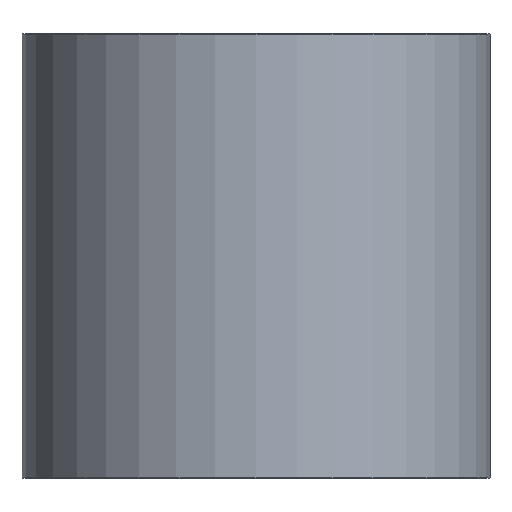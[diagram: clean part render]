
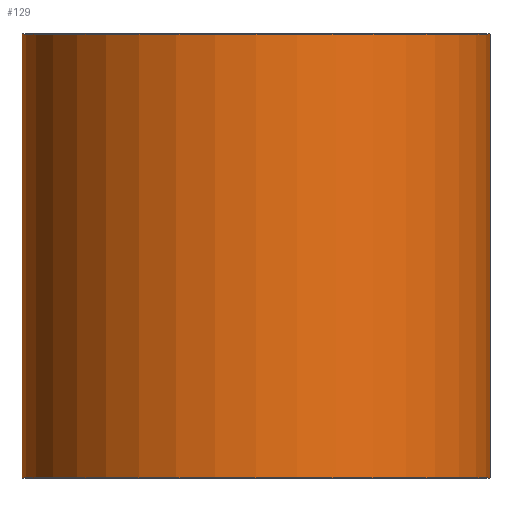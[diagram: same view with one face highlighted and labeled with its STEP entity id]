
A CAD part, front view. The second image highlights one B-rep face of the part: STEP entity #129.
In plain terms, the highlighted cylindrical face has radius 160 mm (diameter 320 mm), a full revolution.
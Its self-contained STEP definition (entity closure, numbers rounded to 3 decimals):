
#16=CYLINDRICAL_SURFACE('',#154,160.);
#27=FACE_BOUND('',#54,.T.);
#38=FACE_OUTER_BOUND('',#53,.T.);
#53=EDGE_LOOP('',(#108));
#54=EDGE_LOOP('',(#109));
#71=CIRCLE('',#152,160.);
#73=CIRCLE('',#155,160.);
#82=VERTEX_POINT('',#225);
#84=VERTEX_POINT('',#230);
#93=EDGE_CURVE('',#82,#82,#71,.T.);
#95=EDGE_CURVE('',#84,#84,#73,.T.);
#108=ORIENTED_EDGE('',*,*,#95,.F.);
#109=ORIENTED_EDGE('',*,*,#93,.F.);
#129=ADVANCED_FACE('',(#38,#27),#16,.T.);
#152=AXIS2_PLACEMENT_3D('',#226,#184,#185);
#154=AXIS2_PLACEMENT_3D('',#229,#188,#189);
#155=AXIS2_PLACEMENT_3D('',#231,#190,#191);
#184=DIRECTION('center_axis',(0.,0.,-1.));
#185=DIRECTION('ref_axis',(-1.,0.,0.));
#188=DIRECTION('center_axis',(0.,0.,1.));
#189=DIRECTION('ref_axis',(-1.,0.,0.));
#190=DIRECTION('center_axis',(0.,0.,1.));
#191=DIRECTION('ref_axis',(-1.,0.,0.));
#225=CARTESIAN_POINT('',(160.,0.,-151.5));
#226=CARTESIAN_POINT('Origin',(0.,0.,-151.5));
#229=CARTESIAN_POINT('Origin',(0.,0.,0.));
#230=CARTESIAN_POINT('',(160.,0.,151.5));
#231=CARTESIAN_POINT('Origin',(0.,0.,151.5));
